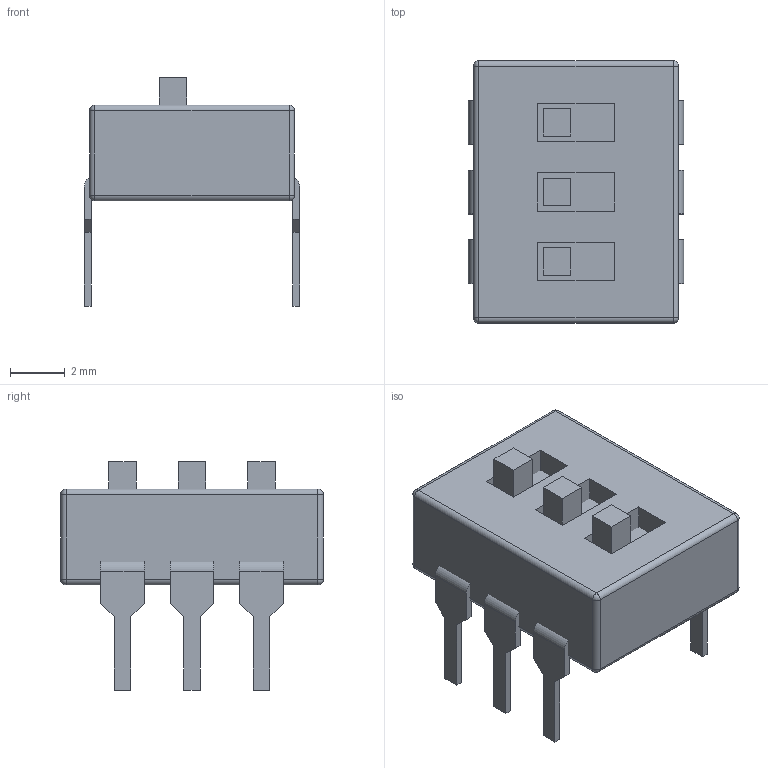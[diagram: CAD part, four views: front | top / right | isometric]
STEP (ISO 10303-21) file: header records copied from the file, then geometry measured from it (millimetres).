
FILE_DESCRIPTION(('Open CASCADE Model'),'2;1');
FILE_NAME('Open CASCADE Shape Model','2025-11-11T16:25:50',('Author'),('Open CASCADE'),'Open CASCADE STEP processor 7.7','Open CASCADE 7.7','Unknown');
FILE_SCHEMA(('AUTOMOTIVE_DESIGN { 1 0 10303 214 1 1 1 1 }'));
Length unit declared in the file: millimetre
Products named in the file (15): CK_SDA03H1B; body; body_part; inner; inner_part; lead-1; lead-1_part; actuator-1; actuator-1_part; lead-2; actuator-2; actuator-2_part; lead-3; actuator-3; actuator-3_part
Assembly tree (16 placements, depth 3):
  CK_SDA03H1B
    body
      body_part
    inner
      inner_part
    lead-1
      lead-1_part
    actuator-1
      actuator-1_part
    lead-2
      lead-1_part
    actuator-2
      actuator-2_part
    lead-3
      lead-1_part
    actuator-3
      actuator-3_part
Bounding box: 7.87 x 9.6 x 8.35 mm (x, y, z)
Volume: 266.6 mm3; surface area: 528.6 mm2
Topology: 8 solids, 8 shells, 131 faces, 320 edges, 200 vertices
Faces by surface type: plane 99, cylinder 12, bspline 12, sphere 8
Entity records: 1601 total; most frequent: ORIENTED_EDGE 278, CARTESIAN_POINT 224, EDGE_CURVE 168, LINE 126, VERTEX_POINT 104, AXIS2_PLACEMENT_3D 92, FACE_BOUND 78, EDGE_LOOP 78
